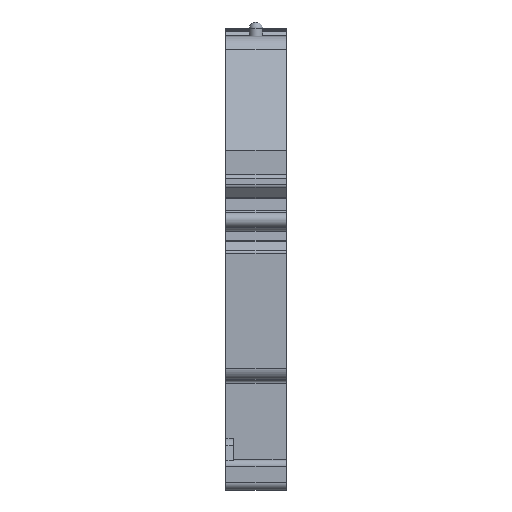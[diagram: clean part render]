
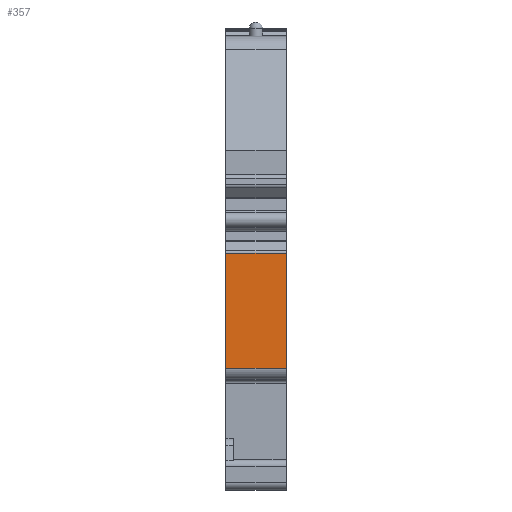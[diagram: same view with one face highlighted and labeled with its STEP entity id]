
A CAD part, left-side view. The second image highlights one B-rep face of the part: STEP entity #357.
In plain terms, the highlighted planar face has unit normal (-1, 0, 0).
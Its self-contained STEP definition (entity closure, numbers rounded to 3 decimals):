
#357 = ADVANCED_FACE( '', ( #807 ), #808, .F. );
#807 = FACE_OUTER_BOUND( '', #1347, .T. );
#808 = PLANE( '', #1348 );
#1347 = EDGE_LOOP( '', ( #2307, #2308, #2309, #2310 ) );
#1348 = AXIS2_PLACEMENT_3D( '', #2311, #2312, #2313 );
#2307 = ORIENTED_EDGE( '', *, *, #3724, .T. );
#2308 = ORIENTED_EDGE( '', *, *, #3524, .F. );
#2309 = ORIENTED_EDGE( '', *, *, #3725, .F. );
#2310 = ORIENTED_EDGE( '', *, *, #3467, .T. );
#2311 = CARTESIAN_POINT( '', ( -43.001, 8., 0.347 ) );
#2312 = DIRECTION( '', ( 1., 0., 0. ) );
#2313 = DIRECTION( '', ( 0., 0., -1. ) );
#3467 = EDGE_CURVE( '', #4237, #4235, #4238, .T. );
#3524 = EDGE_CURVE( '', #4340, #4335, #4342, .T. );
#3724 = EDGE_CURVE( '', #4235, #4335, #4653, .T. );
#3725 = EDGE_CURVE( '', #4237, #4340, #4654, .T. );
#4235 = VERTEX_POINT( '', #5316 );
#4237 = VERTEX_POINT( '', #5318 );
#4238 = LINE( '', #5319, #5320 );
#4335 = VERTEX_POINT( '', #5446 );
#4340 = VERTEX_POINT( '', #5452 );
#4342 = LINE( '', #5454, #5455 );
#4653 = LINE( '', #5877, #5878 );
#4654 = LINE( '', #5879, #5880 );
#5316 = CARTESIAN_POINT( '', ( -43.001, 0., -14.865 ) );
#5318 = CARTESIAN_POINT( '', ( -43.001, 8., -14.865 ) );
#5319 = CARTESIAN_POINT( '', ( -43.001, 8., -14.865 ) );
#5320 = VECTOR( '', #6557, 1000. );
#5446 = CARTESIAN_POINT( '', ( -43.001, 0., 0.347 ) );
#5452 = CARTESIAN_POINT( '', ( -43.001, 8., 0.347 ) );
#5454 = CARTESIAN_POINT( '', ( -43.001, 8., 0.347 ) );
#5455 = VECTOR( '', #6645, 1000. );
#5877 = CARTESIAN_POINT( '', ( -43.001, 0., 0.347 ) );
#5878 = VECTOR( '', #6874, 1000. );
#5879 = CARTESIAN_POINT( '', ( -43.001, 8., 0.347 ) );
#5880 = VECTOR( '', #6875, 1000. );
#6557 = DIRECTION( '', ( 0., -1., 0. ) );
#6645 = DIRECTION( '', ( 0., -1., 0. ) );
#6874 = DIRECTION( '', ( 0., 0., 1. ) );
#6875 = DIRECTION( '', ( 0., 0., 1. ) );
